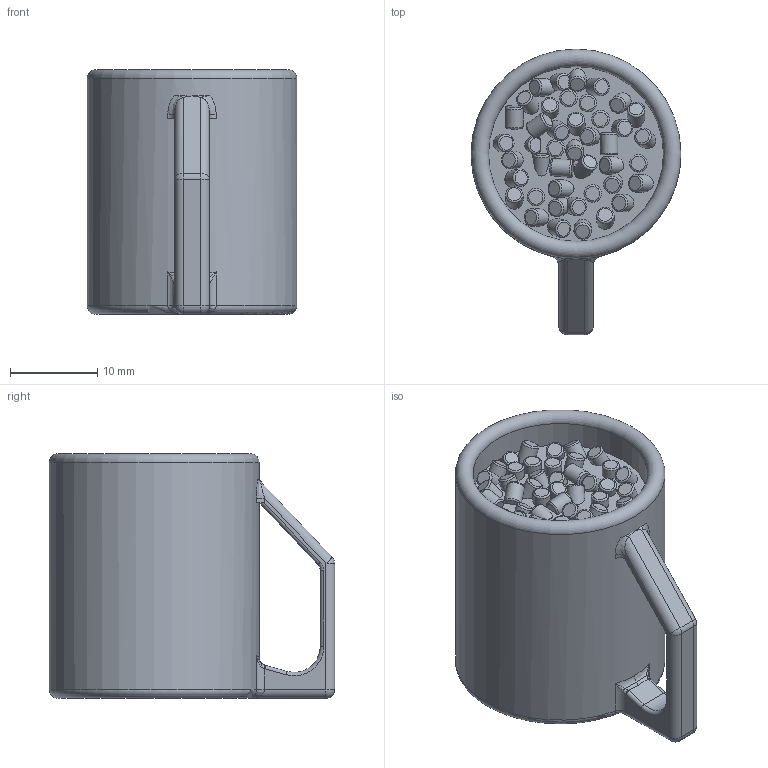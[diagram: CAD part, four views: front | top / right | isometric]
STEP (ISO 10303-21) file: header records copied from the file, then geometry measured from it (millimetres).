
FILE_DESCRIPTION(/* description */ (''),/* implementation_level */ '2;1');
FILE_NAME(/* name */ 'cup cup.step',/* time_stamp */ '2025-12-24T01:02:09Z',/* author */ (''),/* organization */ (''),/* preprocessor_version */ 'ST-DEVELOPER v20.1',/* originating_system */ 'Autodesk Translation Framework v14.21.0.0',/* authorisation */ '');
FILE_SCHEMA (('AUTOMOTIVE_DESIGN { 1 0 10303 214 3 1 1 }'));
Length unit declared in the file: millimetre
Products named in the file (1): 2025-12-14-23-50-06-808
Bounding box: 24 x 32.65 x 28 mm (x, y, z)
Volume: 11815.5 mm3; surface area: 7847.2 mm2
Topology: 3 solids, 3 shells, 227 faces, 520 edges, 314 vertices
Faces by surface type: cylinder 74, torus 63, plane 63, bspline 21, sphere 6
Full cylindrical faces by diameter (mm): 2 x34, 20 x3, 24 x1
Entity records: 7959 total; most frequent: CARTESIAN_POINT 2586, DIRECTION 1125, ORIENTED_EDGE 1028, EDGE_CURVE 514, AXIS2_PLACEMENT_3D 513, VERTEX_POINT 314, EDGE_LOOP 262, CIRCLE 231
